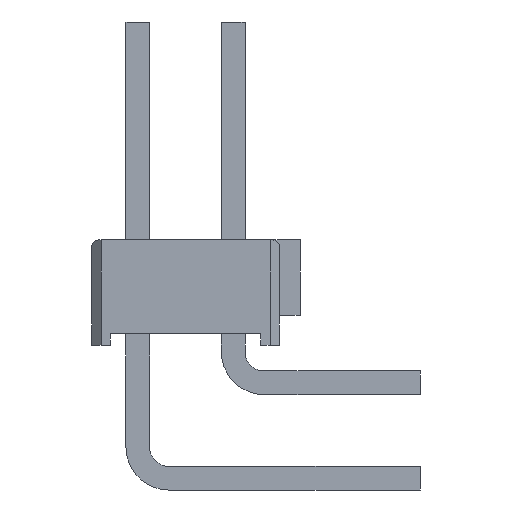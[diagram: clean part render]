
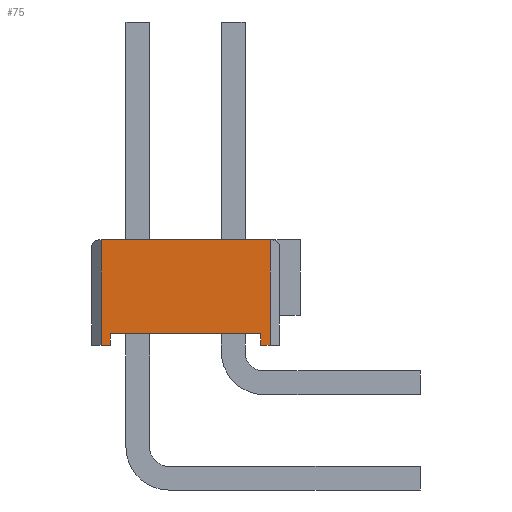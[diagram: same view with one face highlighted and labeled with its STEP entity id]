
A CAD part, left-side view. The second image highlights one B-rep face of the part: STEP entity #75.
In plain terms, the highlighted planar face has unit normal (-1, 0, 0).
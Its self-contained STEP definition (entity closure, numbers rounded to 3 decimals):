
#75=ADVANCED_FACE('',(#412),#413,.F.);
#412=FACE_OUTER_BOUND('',#1116,.T.);
#413=PLANE('',#1117);
#1116=EDGE_LOOP('',(#1820,#1821,#1822,#1823,#1824,#1825,#1826,#1827));
#1117=AXIS2_PLACEMENT_3D('',#1828,#1829,#1830);
#1820=ORIENTED_EDGE('',*,*,#4640,.F.);
#1821=ORIENTED_EDGE('',*,*,#4641,.F.);
#1822=ORIENTED_EDGE('',*,*,#4642,.F.);
#1823=ORIENTED_EDGE('',*,*,#4643,.F.);
#1824=ORIENTED_EDGE('',*,*,#4644,.F.);
#1825=ORIENTED_EDGE('',*,*,#4645,.F.);
#1826=ORIENTED_EDGE('',*,*,#4646,.F.);
#1827=ORIENTED_EDGE('',*,*,#4647,.T.);
#1828=CARTESIAN_POINT('',(-10.16,0.0,0.0));
#1829=DIRECTION('',(1.0,0.0,0.0));
#1830=DIRECTION('',(0.0,1.0,-0.0));
#4640=EDGE_CURVE('',#5546,#5547,#5548,.T.);
#4641=EDGE_CURVE('',#5549,#5546,#5550,.T.);
#4642=EDGE_CURVE('',#5551,#5549,#5552,.T.);
#4643=EDGE_CURVE('',#5553,#5551,#5554,.T.);
#4644=EDGE_CURVE('',#5555,#5553,#5556,.T.);
#4645=EDGE_CURVE('',#5557,#5555,#5558,.T.);
#4646=EDGE_CURVE('',#5559,#5557,#5560,.T.);
#4647=EDGE_CURVE('',#5559,#5547,#5561,.T.);
#5546=VERTEX_POINT('',#7056);
#5547=VERTEX_POINT('',#7057);
#5548=LINE('',#7058,#7059);
#5549=VERTEX_POINT('',#7060);
#5550=LINE('',#7061,#7062);
#5551=VERTEX_POINT('',#7063);
#5552=LINE('',#7064,#7065);
#5553=VERTEX_POINT('',#7066);
#5554=LINE('',#7067,#7068);
#5555=VERTEX_POINT('',#7069);
#5556=LINE('',#7070,#7071);
#5557=VERTEX_POINT('',#7072);
#5558=LINE('',#7073,#7074);
#5559=VERTEX_POINT('',#7075);
#5560=LINE('',#7076,#7077);
#5561=LINE('',#7078,#7079);
#7056=CARTESIAN_POINT('',(-10.16,2.0,-2.8));
#7057=CARTESIAN_POINT('',(-10.16,2.25,-2.8));
#7058=CARTESIAN_POINT('',(-10.16,2.0,-2.8));
#7059=VECTOR('',#9520,0.25);
#7060=CARTESIAN_POINT('',(-10.16,2.0,-2.5));
#7061=CARTESIAN_POINT('',(-10.16,2.0,-2.5));
#7062=VECTOR('',#9521,0.3);
#7063=CARTESIAN_POINT('',(-10.16,-2.0,-2.5));
#7064=CARTESIAN_POINT('',(-10.16,-2.0,-2.5));
#7065=VECTOR('',#9522,4.0);
#7066=CARTESIAN_POINT('',(-10.16,-2.0,-2.8));
#7067=CARTESIAN_POINT('',(-10.16,-2.0,-2.8));
#7068=VECTOR('',#9523,0.3);
#7069=CARTESIAN_POINT('',(-10.16,-2.25,-2.8));
#7070=CARTESIAN_POINT('',(-10.16,-2.25,-2.8));
#7071=VECTOR('',#9524,0.25);
#7072=CARTESIAN_POINT('',(-10.16,-2.25,0.0));
#7073=CARTESIAN_POINT('',(-10.16,-2.25,0.0));
#7074=VECTOR('',#9525,2.8);
#7075=CARTESIAN_POINT('',(-10.16,2.25,0.0));
#7076=CARTESIAN_POINT('',(-10.16,2.25,0.0));
#7077=VECTOR('',#9526,4.5);
#7078=CARTESIAN_POINT('',(-10.16,2.25,0.0));
#7079=VECTOR('',#9527,2.8);
#9520=DIRECTION('',(0.0,1.0,0.0));
#9521=DIRECTION('',(0.0,0.0,-1.0));
#9522=DIRECTION('',(0.0,1.0,0.0));
#9523=DIRECTION('',(0.0,0.0,1.0));
#9524=DIRECTION('',(0.0,1.0,0.0));
#9525=DIRECTION('',(0.0,0.0,-1.0));
#9526=DIRECTION('',(0.0,-1.0,0.0));
#9527=DIRECTION('',(0.0,0.0,-1.0));
